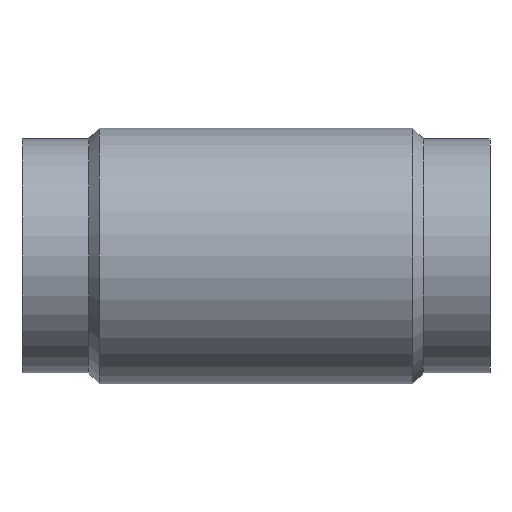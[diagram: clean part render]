
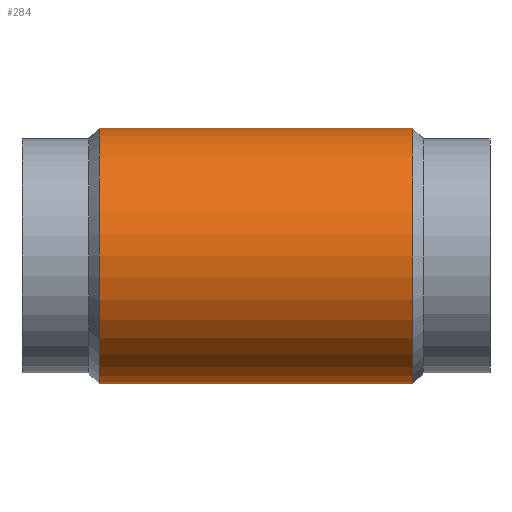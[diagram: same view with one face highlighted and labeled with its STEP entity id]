
A CAD part, front view. The second image highlights one B-rep face of the part: STEP entity #284.
In plain terms, the highlighted cylindrical face has radius 109.1 mm (diameter 218.2 mm), a full revolution.
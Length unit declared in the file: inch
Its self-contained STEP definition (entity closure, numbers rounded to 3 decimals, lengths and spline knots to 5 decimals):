
#8 = CARTESIAN_POINT ( 'NONE',  ( -13.14567, 4.29528, 0. ) ) ;
#20 = CARTESIAN_POINT ( 'NONE',  ( -16.46457, 8.59055, 4.29528 ) ) ;
#28 = ORIENTED_EDGE ( 'NONE', *, *, #113, .T. ) ;
#30 = CIRCLE ( 'NONE', #212, 4.29528 ) ;
#46 = CARTESIAN_POINT ( 'NONE',  ( -7.87402, 0., 4.29528 ) ) ;
#51 = VERTEX_POINT ( 'NONE', #8 ) ;
#66 = DIRECTION ( 'NONE',  ( 1., 0., 0. ) ) ;
#76 = DIRECTION ( 'NONE',  ( -1., 0., 0. ) ) ;
#90 = FACE_OUTER_BOUND ( 'NONE', #354, .T. ) ;
#96 = ORIENTED_EDGE ( 'NONE', *, *, #330, .T. ) ;
#99 = CARTESIAN_POINT ( 'NONE',  ( -2.60236, 4.29528, 0. ) ) ;
#108 = CARTESIAN_POINT ( 'NONE',  ( -16.46457, 8.59055, -4.29528 ) ) ;
#113 = EDGE_CURVE ( 'NONE', #261, #196, #357, .T. ) ;
#117 = CARTESIAN_POINT ( 'NONE',  ( -7.87402, 0., 4.29528 ) ) ;
#127 = CARTESIAN_POINT ( 'NONE',  ( -7.87402, 0., -4.29528 ) ) ;
#143 = ORIENTED_EDGE ( 'NONE', *, *, #161, .F. ) ;
#146 = CARTESIAN_POINT ( 'NONE',  ( -7.87402, 0., -4.29528 ) ) ;
#161 = EDGE_CURVE ( 'NONE', #320, #320, #30, .T. ) ;
#187 = DIRECTION ( 'NONE',  ( 1., 0., 0. ) ) ;
#195 = CARTESIAN_POINT ( 'NONE',  ( -7.87402, 0., 4.29528 ) ) ;
#196 = VERTEX_POINT ( 'NONE', #127 ) ;
#203 = CARTESIAN_POINT ( 'NONE',  ( 0.71654, 8.59055, 4.29528 ) ) ;
#212 = AXIS2_PLACEMENT_3D ( 'NONE', #382, #66, #234 ) ;
#234 = DIRECTION ( 'NONE',  ( 0., 1., 0. ) ) ;
#237 = CYLINDRICAL_SURFACE ( 'NONE', #256, 4.29528 ) ;
#246 = AXIS2_PLACEMENT_3D ( 'NONE', #303, #76, #321 ) ;
#256 = AXIS2_PLACEMENT_3D ( 'NONE', #299, #187, #319 ) ;
#261 = VERTEX_POINT ( 'NONE', #195 ) ;
#284 = ADVANCED_FACE ( 'NONE', ( #348, #90, #341 ), #237, .T. ) ;
#291 = EDGE_CURVE ( 'NONE', #51, #51, #385, .T. ) ;
#299 = CARTESIAN_POINT ( 'NONE',  ( -7.87402, 0., 0. ) ) ;
#303 = CARTESIAN_POINT ( 'NONE',  ( -13.14567, 0., 0. ) ) ;
#311 = EDGE_LOOP ( 'NONE', ( #28, #96 ) ) ;
#312 =( BOUNDED_CURVE ( )  B_SPLINE_CURVE ( 3, ( #349, #356, #203, #46 ),
 .UNSPECIFIED., .F., .T. ) 
 B_SPLINE_CURVE_WITH_KNOTS ( ( 4, 4 ),
 ( 1.5708, 4.71239 ),
 .UNSPECIFIED. ) 
 CURVE ( )  GEOMETRIC_REPRESENTATION_ITEM ( )  RATIONAL_B_SPLINE_CURVE ( ( 1., 0.333, 0.333, 1. ) ) 
 REPRESENTATION_ITEM ( '' )  );
#319 = DIRECTION ( 'NONE',  ( 0., 0., -1. ) ) ;
#320 = VERTEX_POINT ( 'NONE', #99 ) ;
#321 = DIRECTION ( 'NONE',  ( 0., 1., 0. ) ) ;
#330 = EDGE_CURVE ( 'NONE', #196, #261, #312, .T. ) ;
#337 = EDGE_LOOP ( 'NONE', ( #143 ) ) ;
#341 = FACE_OUTER_BOUND ( 'NONE', #337, .T. ) ;
#348 = FACE_BOUND ( 'NONE', #311, .T. ) ;
#349 = CARTESIAN_POINT ( 'NONE',  ( -7.87402, 0., -4.29528 ) ) ;
#354 = EDGE_LOOP ( 'NONE', ( #386 ) ) ;
#356 = CARTESIAN_POINT ( 'NONE',  ( 0.71654, 8.59055, -4.29528 ) ) ;
#357 =( BOUNDED_CURVE ( )  B_SPLINE_CURVE ( 3, ( #117, #20, #108, #146 ),
 .UNSPECIFIED., .F., .F. ) 
 B_SPLINE_CURVE_WITH_KNOTS ( ( 4, 4 ),
 ( 1.5708, 4.71239 ),
 .UNSPECIFIED. ) 
 CURVE ( )  GEOMETRIC_REPRESENTATION_ITEM ( )  RATIONAL_B_SPLINE_CURVE ( ( 1., 0.333, 0.333, 1. ) ) 
 REPRESENTATION_ITEM ( '' )  );
#382 = CARTESIAN_POINT ( 'NONE',  ( -2.60236, 0., 0. ) ) ;
#385 = CIRCLE ( 'NONE', #246, 4.29528 ) ;
#386 = ORIENTED_EDGE ( 'NONE', *, *, #291, .F. ) ;
